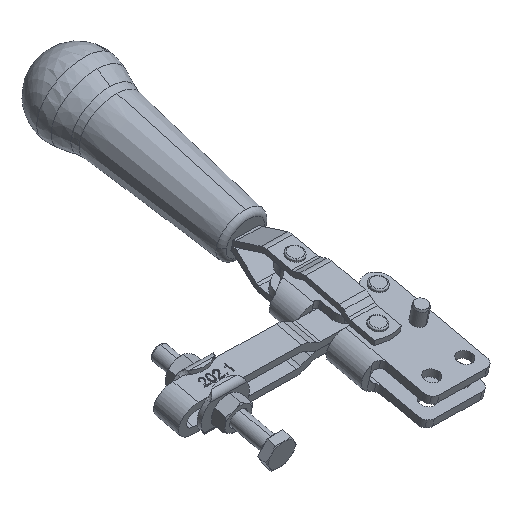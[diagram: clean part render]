
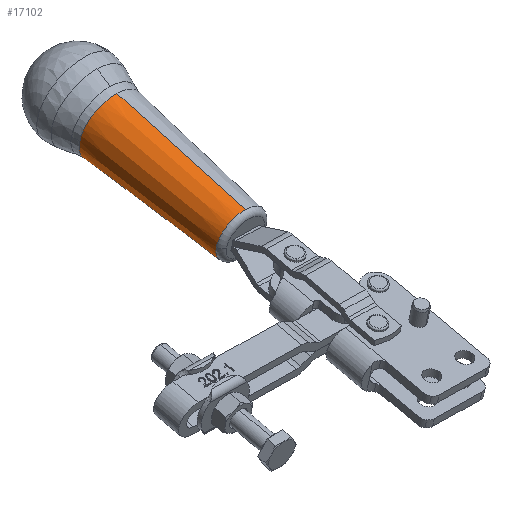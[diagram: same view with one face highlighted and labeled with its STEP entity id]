
A CAD part, isometric view. The second image highlights one B-rep face of the part: STEP entity #17102.
In plain terms, the highlighted conical face has half-angle 2.876 degrees and reference radius 10.383 mm.
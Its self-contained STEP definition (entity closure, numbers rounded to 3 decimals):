
#468=CARTESIAN_POINT('',(-51.657,74.496,36.088));
#469=VERTEX_POINT('',#468);
#477=CARTESIAN_POINT('',(-42.579,76.183,27.134));
#478=VERTEX_POINT('',#477);
#479=CARTESIAN_POINT('',(-42.563,74.34,36.041));
#480=DIRECTION('',(-0.018,-0.979,-0.203));
#481=DIRECTION('',(-0.002,0.203,-0.979));
#482=AXIS2_PLACEMENT_3D('',#479,#480,#481);
#483=CIRCLE('',#482,9.095);
#484=EDGE_CURVE('',#469,#478,#483,.T.);
#501=CARTESIAN_POINT('',(-42.548,72.498,44.947));
#502=VERTEX_POINT('',#501);
#503=CARTESIAN_POINT('',(-41.624,122.636,57.971));
#504=VERTEX_POINT('',#503);
#505=CARTESIAN_POINT('',(-42.548,72.498,44.947));
#506=DIRECTION('',(0.018,0.968,0.251));
#507=VECTOR('',#506,51.811);
#508=LINE('',#505,#507);
#509=EDGE_CURVE('',#502,#504,#508,.T.);
#519=CARTESIAN_POINT('',(-41.664,127.374,35.067));
#520=VERTEX_POINT('',#519);
#521=CARTESIAN_POINT('',(-41.664,127.374,35.067));
#522=DIRECTION('',(-0.018,-0.988,-0.153));
#523=VECTOR('',#522,51.811);
#524=LINE('',#521,#523);
#525=EDGE_CURVE('',#520,#478,#524,.T.);
#581=CARTESIAN_POINT('',(-53.337,125.205,46.581));
#582=VERTEX_POINT('',#581);
#592=CARTESIAN_POINT('',(-41.644,125.005,46.519));
#593=DIRECTION('',(0.018,0.979,0.203));
#594=DIRECTION('',(-0.002,0.203,-0.979));
#595=AXIS2_PLACEMENT_3D('',#592,#593,#594);
#596=CIRCLE('',#595,11.695);
#597=EDGE_CURVE('',#582,#504,#596,.T.);
#17040=CARTESIAN_POINT('',(-41.644,125.005,46.519));
#17041=DIRECTION('',(0.018,0.979,0.203));
#17042=DIRECTION('',(-0.002,0.203,-0.979));
#17043=AXIS2_PLACEMENT_3D('',#17040,#17041,#17042);
#17044=CIRCLE('',#17043,11.695);
#17045=EDGE_CURVE('',#520,#582,#17044,.T.);
#17083=CARTESIAN_POINT('',(-42.108,99.43,41.23));
#17084=DIRECTION('',(0.018,0.979,0.203));
#17085=DIRECTION('',(0.002,-0.203,0.979));
#17086=AXIS2_PLACEMENT_3D('',#17083,#17084,#17085);
#17087=CONICAL_SURFACE('',#17086,10.383,2.876);
#17088=ORIENTED_EDGE('',*,*,#509,.T.);
#17089=ORIENTED_EDGE('',*,*,#597,.F.);
#17090=ORIENTED_EDGE('',*,*,#17045,.F.);
#17091=ORIENTED_EDGE('',*,*,#525,.T.);
#17092=ORIENTED_EDGE('',*,*,#484,.F.);
#17093=CARTESIAN_POINT('',(-42.563,74.34,36.041));
#17094=DIRECTION('',(-0.018,-0.979,-0.203));
#17095=DIRECTION('',(-0.002,0.203,-0.979));
#17096=AXIS2_PLACEMENT_3D('',#17093,#17094,#17095);
#17097=CIRCLE('',#17096,9.095);
#17098=EDGE_CURVE('',#502,#469,#17097,.T.);
#17099=ORIENTED_EDGE('',*,*,#17098,.F.);
#17100=EDGE_LOOP('',(#17088,#17089,#17090,#17091,#17092,#17099));
#17101=FACE_OUTER_BOUND('',#17100,.T.);
#17102=ADVANCED_FACE('',(#17101),#17087,.T.);
